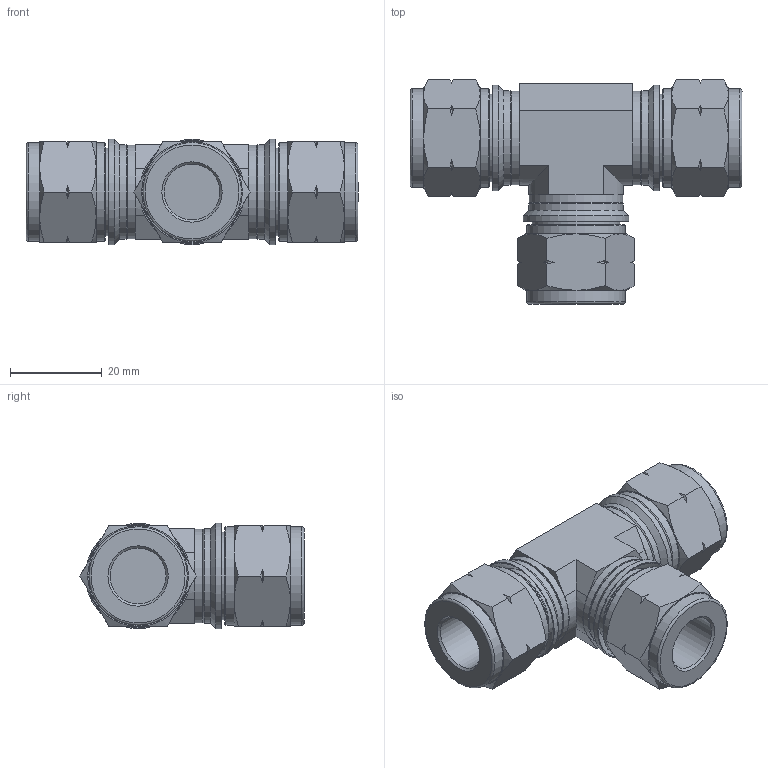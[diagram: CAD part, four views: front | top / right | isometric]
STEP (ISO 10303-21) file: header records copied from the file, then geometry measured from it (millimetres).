
FILE_DESCRIPTION(/* description */ (''),/* implementation_level */ '2;1');
FILE_NAME(/* name */ 'SUTI-12M.stp',/* time_stamp */ '2022-07-11T10:47:52+09:00',/* author */ ('user'),/* organization */ (''),/* preprocessor_version */ 'ST-DEVELOPER v18.1',/* originating_system */ 'Autodesk Inventor 2022',/* authorisation */ '');
FILE_SCHEMA (('AUTOMOTIVE_DESIGN { 1 0 10303 214 3 1 1 }'));
Length unit declared in the file: millimetre
Products named in the file (1): SUT-12M
Bounding box: 72.49 x 48.95 x 23 mm (x, y, z)
Volume: 29244.1 mm3; surface area: 13086.2 mm2
Topology: 1 solids, 1 shells, 184 faces, 413 edges, 255 vertices
Faces by surface type: cone 90, plane 57, cylinder 31, torus 6
Full cylindrical faces by diameter (mm): 12.2 x3, 17.3 x3, 17.7 x3, 19.05 x3, 20.5 x3, 20.6 x3, 21.5 x6, 23 x3
Entity records: 4973 total; most frequent: CARTESIAN_POINT 1141, ORIENTED_EDGE 826, DIRECTION 786, EDGE_CURVE 413, AXIS2_PLACEMENT_3D 332, VERTEX_POINT 255, EDGE_LOOP 208, FACE_OUTER_BOUND 184
